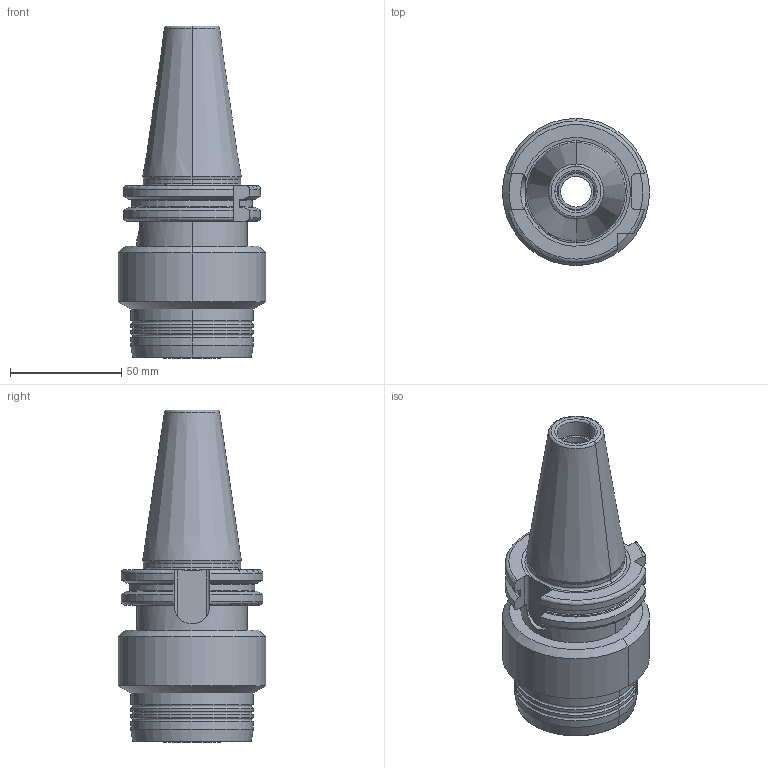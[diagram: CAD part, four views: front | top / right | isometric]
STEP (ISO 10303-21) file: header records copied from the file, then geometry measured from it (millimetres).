
FILE_DESCRIPTION((''),'2;1');
FILE_NAME('69871A40HC25SA080-G2','2015-11-14T',('tewess'),(''),'PRO/ENGINEER BY PARAMETRIC TECHNOLOGY CORPORATION, 2011490','PRO/ENGINEER BY PARAMETRIC TECHNOLOGY CORPORATION, 2011490','');
FILE_SCHEMA(('AUTOMOTIVE_DESIGN { 1 2 10303 214 0 1 1 1 }'));
Length unit declared in the file: millimetre
Products named in the file (2): NOCUT; 69871A40HC25SA080-G2
Assembly tree (1 placements, depth 2):
  69871A40HC25SA080-G2
    NOCUT
Bounding box: 66 x 66 x 148.9 mm (x, y, z)
Volume: 233509.1 mm3; surface area: 47826.3 mm2
Topology: 1 solids, 4 shells, 131 faces, 317 edges, 199 vertices
Faces by surface type: cylinder 52, plane 28, torus 26, cone 25
Entity records: 5174 total; most frequent: CARTESIAN_POINT 943, DIRECTION 711, ORIENTED_EDGE 626, PRESENTATION_STYLE_ASSIGNMENT 324, STYLED_ITEM 324, CURVE_STYLE 321, EDGE_CURVE 317, AXIS2_PLACEMENT_3D 300
